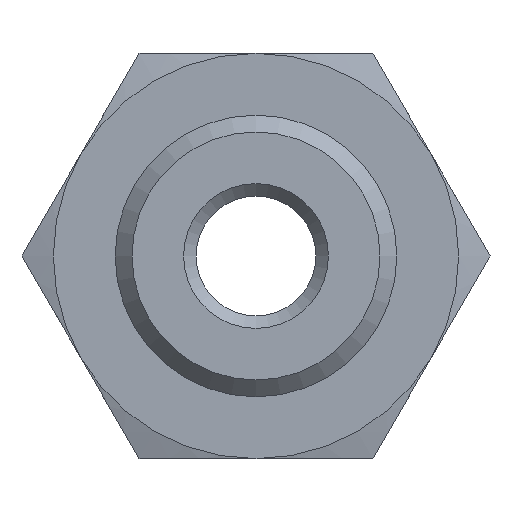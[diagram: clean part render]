
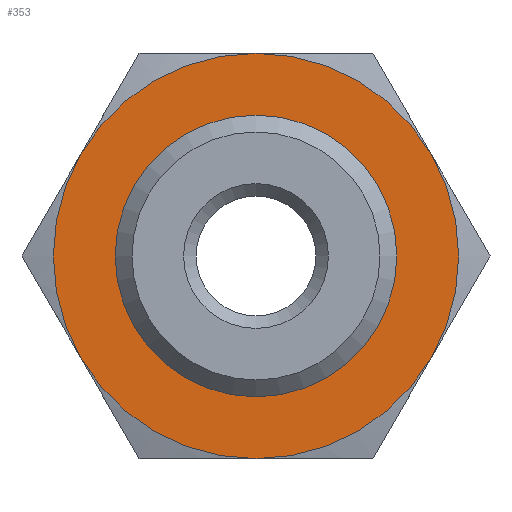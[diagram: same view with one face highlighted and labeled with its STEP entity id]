
A CAD part, front view. The second image highlights one B-rep face of the part: STEP entity #353.
In plain terms, the highlighted planar face has unit normal (0, -1, 0).
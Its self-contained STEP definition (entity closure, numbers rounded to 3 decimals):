
#34=PLANE('',#398);
#43=CIRCLE('',#387,7.);
#44=CIRCLE('',#389,7.);
#45=CIRCLE('',#391,7.);
#46=CIRCLE('',#393,7.);
#47=CIRCLE('',#395,7.);
#48=CIRCLE('',#397,7.);
#49=CIRCLE('',#399,4.864);
#80=ORIENTED_EDGE('',*,*,#178,.F.);
#81=ORIENTED_EDGE('',*,*,#161,.T.);
#82=ORIENTED_EDGE('',*,*,#164,.T.);
#83=ORIENTED_EDGE('',*,*,#171,.T.);
#84=ORIENTED_EDGE('',*,*,#177,.T.);
#85=ORIENTED_EDGE('',*,*,#173,.T.);
#86=ORIENTED_EDGE('',*,*,#167,.T.);
#161=EDGE_CURVE('',#211,#209,#43,.T.);
#164=EDGE_CURVE('',#209,#212,#44,.T.);
#167=EDGE_CURVE('',#215,#211,#45,.T.);
#171=EDGE_CURVE('',#212,#217,#46,.T.);
#173=EDGE_CURVE('',#219,#215,#47,.T.);
#177=EDGE_CURVE('',#217,#219,#48,.T.);
#178=EDGE_CURVE('',#221,#221,#49,.T.);
#209=VERTEX_POINT('',#535);
#211=VERTEX_POINT('',#538);
#212=VERTEX_POINT('',#548);
#215=VERTEX_POINT('',#562);
#217=VERTEX_POINT('',#577);
#219=VERTEX_POINT('',#586);
#221=VERTEX_POINT('',#604);
#270=EDGE_LOOP('',(#80));
#271=EDGE_LOOP('',(#81,#82,#83,#84,#85,#86));
#304=FACE_BOUND('',#270,.T.);
#305=FACE_BOUND('',#271,.T.);
#353=ADVANCED_FACE('',(#304,#305),#34,.F.);
#387=AXIS2_PLACEMENT_3D('',#537,#435,#436);
#389=AXIS2_PLACEMENT_3D('',#550,#439,#440);
#391=AXIS2_PLACEMENT_3D('',#561,#443,#444);
#393=AXIS2_PLACEMENT_3D('',#578,#447,#448);
#395=AXIS2_PLACEMENT_3D('',#585,#451,#452);
#397=AXIS2_PLACEMENT_3D('',#601,#455,#456);
#398=AXIS2_PLACEMENT_3D('',#602,#457,#458);
#399=AXIS2_PLACEMENT_3D('',#603,#459,#460);
#435=DIRECTION('',(0.,-1.,0.));
#436=DIRECTION('',(0.,0.,-1.));
#439=DIRECTION('',(0.,-1.,0.));
#440=DIRECTION('',(0.,0.,-1.));
#443=DIRECTION('',(0.,-1.,0.));
#444=DIRECTION('',(0.,0.,-1.));
#447=DIRECTION('',(0.,-1.,0.));
#448=DIRECTION('',(0.,0.,-1.));
#451=DIRECTION('',(0.,-1.,0.));
#452=DIRECTION('',(0.,0.,-1.));
#455=DIRECTION('',(0.,-1.,0.));
#456=DIRECTION('',(0.,0.,-1.));
#457=DIRECTION('',(0.,1.,0.));
#458=DIRECTION('',(0.,0.,1.));
#459=DIRECTION('',(0.,-1.,0.));
#460=DIRECTION('',(0.,0.,-1.));
#535=CARTESIAN_POINT('',(6.062,6.,-3.5));
#537=CARTESIAN_POINT('',(0.,6.,0.));
#538=CARTESIAN_POINT('',(0.,6.,-7.));
#548=CARTESIAN_POINT('',(6.062,6.,3.5));
#550=CARTESIAN_POINT('',(0.,6.,0.));
#561=CARTESIAN_POINT('',(0.,6.,0.));
#562=CARTESIAN_POINT('',(-6.062,6.,-3.5));
#577=CARTESIAN_POINT('',(0.,6.,7.));
#578=CARTESIAN_POINT('',(0.,6.,0.));
#585=CARTESIAN_POINT('',(0.,6.,0.));
#586=CARTESIAN_POINT('',(-6.062,6.,3.5));
#601=CARTESIAN_POINT('',(0.,6.,0.));
#602=CARTESIAN_POINT('',(7.,6.,0.));
#603=CARTESIAN_POINT('',(0.,6.,0.));
#604=CARTESIAN_POINT('',(0.,6.,-4.864));
